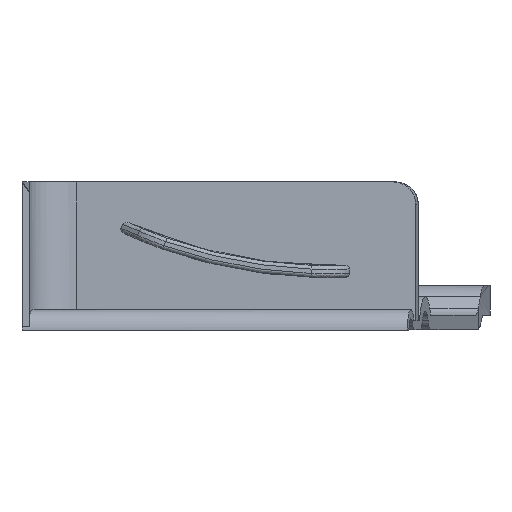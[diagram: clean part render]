
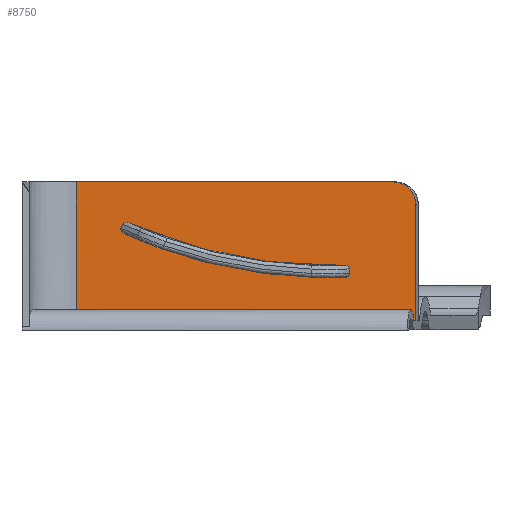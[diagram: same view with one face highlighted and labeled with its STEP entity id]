
A CAD part, left-side view. The second image highlights one B-rep face of the part: STEP entity #8750.
In plain terms, the highlighted planar face has unit normal (-1, 0, 0).
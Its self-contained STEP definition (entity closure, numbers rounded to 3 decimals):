
#43=FACE_BOUND('',#1360,.T.);
#157=PLANE('',#9282);
#290=CIRCLE('',#9268,67.618);
#298=CIRCLE('',#9280,66.018);
#638=ELLIPSE('',#9177,3.046,3.);
#668=ELLIPSE('',#9283,0.524,0.504);
#669=ELLIPSE('',#9284,0.705,0.499);
#670=ELLIPSE('',#9285,0.71,0.501);
#851=FACE_OUTER_BOUND('',#1359,.T.);
#1359=EDGE_LOOP('',(#6375,#6376,#6377,#6378,#6379));
#1360=EDGE_LOOP('',(#6380,#6381,#6382,#6383,#6384,#6385,#6386,#6387));
#1892=LINE('',#16162,#2421);
#1965=LINE('',#19455,#2494);
#1969=LINE('',#19512,#2498);
#1970=LINE('',#19513,#2499);
#1971=LINE('',#19517,#2500);
#1972=LINE('',#19564,#2501);
#2421=VECTOR('',#9983,10.);
#2494=VECTOR('',#10218,10.);
#2498=VECTOR('',#10260,10.);
#2499=VECTOR('',#10261,10.);
#2500=VECTOR('',#10264,10.);
#2501=VECTOR('',#10267,10.);
#3011=B_SPLINE_CURVE_WITH_KNOTS('',3,(#19518,#19519,#19520,#19521,#19522,
#19523,#19524,#19525,#19526,#19527,#19528,#19529,#19530,#19531,#19532,#19533,
#19534,#19535,#19536,#19537,#19538,#19539,#19540,#19541,#19542,#19543,#19544,
#19545,#19546,#19547,#19548,#19549,#19550,#19551,#19552,#19553,#19554,#19555,
#19556,#19557,#19558,#19559,#19560),.UNSPECIFIED.,.F.,.F.,(4,3,3,3,3,3,
3,3,3,3,3,3,3,3,4),(0.,0.008,0.016,0.019,
0.027,0.035,0.038,0.04,
0.048,0.056,0.058,0.066,
0.069,0.078,0.081),.UNSPECIFIED.);
#3545=VERTEX_POINT('',#16086);
#3546=VERTEX_POINT('',#16087);
#3567=VERTEX_POINT('',#16161);
#3724=VERTEX_POINT('',#19454);
#3729=VERTEX_POINT('',#19468);
#3730=VERTEX_POINT('',#19470);
#3737=VERTEX_POINT('',#19496);
#3738=VERTEX_POINT('',#19497);
#3740=VERTEX_POINT('',#19511);
#3741=VERTEX_POINT('',#19514);
#3742=VERTEX_POINT('',#19516);
#3743=VERTEX_POINT('',#19561);
#3744=VERTEX_POINT('',#19563);
#4518=EDGE_CURVE('',#3545,#3546,#638,.T.);
#4541=EDGE_CURVE('',#3546,#3567,#1892,.T.);
#4742=EDGE_CURVE('',#3724,#3567,#1965,.T.);
#4748=EDGE_CURVE('',#3730,#3729,#290,.T.);
#4759=EDGE_CURVE('',#3737,#3738,#298,.T.);
#4763=EDGE_CURVE('',#3545,#3740,#1969,.T.);
#4764=EDGE_CURVE('',#3740,#3724,#1970,.T.);
#4765=EDGE_CURVE('',#3741,#3738,#668,.F.);
#4766=EDGE_CURVE('',#3741,#3742,#1971,.T.);
#4767=EDGE_CURVE('',#3730,#3742,#3011,.F.);
#4768=EDGE_CURVE('',#3743,#3729,#669,.F.);
#4769=EDGE_CURVE('',#3743,#3744,#1972,.T.);
#4770=EDGE_CURVE('',#3737,#3744,#670,.F.);
#6375=ORIENTED_EDGE('',*,*,#4518,.F.);
#6376=ORIENTED_EDGE('',*,*,#4763,.T.);
#6377=ORIENTED_EDGE('',*,*,#4764,.T.);
#6378=ORIENTED_EDGE('',*,*,#4742,.T.);
#6379=ORIENTED_EDGE('',*,*,#4541,.F.);
#6380=ORIENTED_EDGE('',*,*,#4759,.T.);
#6381=ORIENTED_EDGE('',*,*,#4765,.F.);
#6382=ORIENTED_EDGE('',*,*,#4766,.T.);
#6383=ORIENTED_EDGE('',*,*,#4767,.F.);
#6384=ORIENTED_EDGE('',*,*,#4748,.T.);
#6385=ORIENTED_EDGE('',*,*,#4768,.F.);
#6386=ORIENTED_EDGE('',*,*,#4769,.T.);
#6387=ORIENTED_EDGE('',*,*,#4770,.F.);
#8750=ADVANCED_FACE('',(#851,#43),#157,.F.);
#9177=AXIS2_PLACEMENT_3D('',#16088,#9956,#9957);
#9268=AXIS2_PLACEMENT_3D('',#19471,#10228,#10229);
#9280=AXIS2_PLACEMENT_3D('',#19498,#10254,#10255);
#9282=AXIS2_PLACEMENT_3D('',#19510,#10258,#10259);
#9283=AXIS2_PLACEMENT_3D('',#19515,#10262,#10263);
#9284=AXIS2_PLACEMENT_3D('',#19562,#10265,#10266);
#9285=AXIS2_PLACEMENT_3D('',#19565,#10268,#10269);
#9956=DIRECTION('center_axis',(1.,0.,0.));
#9957=DIRECTION('ref_axis',(0.,-1.,0.));
#9983=DIRECTION('',(0.,0.,-1.));
#10218=DIRECTION('',(0.,-1.,0.));
#10228=DIRECTION('center_axis',(1.,0.,0.));
#10229=DIRECTION('ref_axis',(0.,0.419,-0.908));
#10254=DIRECTION('center_axis',(-1.,0.,0.));
#10255=DIRECTION('ref_axis',(0.,0.419,-0.908));
#10258=DIRECTION('center_axis',(1.,0.,0.));
#10259=DIRECTION('ref_axis',(0.,-1.,0.));
#10260=DIRECTION('',(0.,1.,0.));
#10261=DIRECTION('',(0.,0.,-1.));
#10262=DIRECTION('center_axis',(1.,0.,0.));
#10263=DIRECTION('ref_axis',(0.,0.992,-0.126));
#10264=DIRECTION('',(0.,-0.042,-0.999));
#10265=DIRECTION('center_axis',(1.,0.,0.));
#10266=DIRECTION('ref_axis',(0.,0.911,0.413));
#10267=DIRECTION('',(0.,-0.419,0.908));
#10268=DIRECTION('center_axis',(1.,0.,0.));
#10269=DIRECTION('ref_axis',(0.,0.911,0.413));
#16086=CARTESIAN_POINT('',(2.633,-258.434,15.85));
#16087=CARTESIAN_POINT('',(2.633,-261.481,12.85));
#16088=CARTESIAN_POINT('Origin',(2.633,-258.434,12.85));
#16161=CARTESIAN_POINT('',(2.633,-261.481,-2.9));
#16162=CARTESIAN_POINT('',(2.633,-261.481,17.215));
#19454=CARTESIAN_POINT('',(2.633,-215.659,-2.9));
#19455=CARTESIAN_POINT('',(2.633,-244.48,-2.9));
#19468=CARTESIAN_POINT('',(2.633,-222.106,8.847));
#19470=CARTESIAN_POINT('',(2.633,-252.101,2.968));
#19471=CARTESIAN_POINT('Origin',(2.633,-249.774,70.545));
#19496=CARTESIAN_POINT('',(2.633,-222.766,10.305));
#19497=CARTESIAN_POINT('',(2.633,-252.041,4.567));
#19498=CARTESIAN_POINT('Origin',(2.633,-249.774,70.545));
#19510=CARTESIAN_POINT('Origin',(2.633,-215.659,18.581));
#19511=CARTESIAN_POINT('',(2.633,-215.659,15.85));
#19512=CARTESIAN_POINT('',(2.633,-258.611,15.85));
#19513=CARTESIAN_POINT('',(2.633,-215.659,15.85));
#19514=CARTESIAN_POINT('',(2.633,-252.578,4.089));
#19515=CARTESIAN_POINT('Origin',(2.633,-252.055,4.063));
#19516=CARTESIAN_POINT('',(2.633,-252.603,3.489));
#19517=CARTESIAN_POINT('',(2.633,-252.59,3.787));
#19518=CARTESIAN_POINT('Ctrl Pts',(2.633,-252.603,3.489));
#19519=CARTESIAN_POINT('Ctrl Pts',(2.633,-252.604,3.463));
#19520=CARTESIAN_POINT('Ctrl Pts',(2.633,-252.603,3.438));
#19521=CARTESIAN_POINT('Ctrl Pts',(2.633,-252.6,3.413));
#19522=CARTESIAN_POINT('Ctrl Pts',(2.633,-252.597,3.386));
#19523=CARTESIAN_POINT('Ctrl Pts',(2.633,-252.591,3.36));
#19524=CARTESIAN_POINT('Ctrl Pts',(2.633,-252.584,3.335));
#19525=CARTESIAN_POINT('Ctrl Pts',(2.633,-252.581,3.325));
#19526=CARTESIAN_POINT('Ctrl Pts',(2.633,-252.578,3.314));
#19527=CARTESIAN_POINT('Ctrl Pts',(2.633,-252.574,3.304));
#19528=CARTESIAN_POINT('Ctrl Pts',(2.633,-252.565,3.28));
#19529=CARTESIAN_POINT('Ctrl Pts',(2.633,-252.554,3.256));
#19530=CARTESIAN_POINT('Ctrl Pts',(2.633,-252.541,3.233));
#19531=CARTESIAN_POINT('Ctrl Pts',(2.633,-252.528,3.209));
#19532=CARTESIAN_POINT('Ctrl Pts',(2.633,-252.514,3.187));
#19533=CARTESIAN_POINT('Ctrl Pts',(2.633,-252.498,3.166));
#19534=CARTESIAN_POINT('Ctrl Pts',(2.633,-252.491,3.158));
#19535=CARTESIAN_POINT('Ctrl Pts',(2.633,-252.484,3.149));
#19536=CARTESIAN_POINT('Ctrl Pts',(2.633,-252.476,3.141));
#19537=CARTESIAN_POINT('Ctrl Pts',(2.633,-252.473,3.137));
#19538=CARTESIAN_POINT('Ctrl Pts',(2.633,-252.469,3.132));
#19539=CARTESIAN_POINT('Ctrl Pts',(2.633,-252.465,3.128));
#19540=CARTESIAN_POINT('Ctrl Pts',(2.633,-252.447,3.11));
#19541=CARTESIAN_POINT('Ctrl Pts',(2.633,-252.427,3.093));
#19542=CARTESIAN_POINT('Ctrl Pts',(2.633,-252.407,3.077));
#19543=CARTESIAN_POINT('Ctrl Pts',(2.633,-252.386,3.061));
#19544=CARTESIAN_POINT('Ctrl Pts',(2.633,-252.363,3.046));
#19545=CARTESIAN_POINT('Ctrl Pts',(2.633,-252.339,3.033));
#19546=CARTESIAN_POINT('Ctrl Pts',(2.633,-252.332,3.03));
#19547=CARTESIAN_POINT('Ctrl Pts',(2.633,-252.326,3.026));
#19548=CARTESIAN_POINT('Ctrl Pts',(2.633,-252.319,3.023));
#19549=CARTESIAN_POINT('Ctrl Pts',(2.633,-252.294,3.011));
#19550=CARTESIAN_POINT('Ctrl Pts',(2.633,-252.268,3.));
#19551=CARTESIAN_POINT('Ctrl Pts',(2.633,-252.242,2.992));
#19552=CARTESIAN_POINT('Ctrl Pts',(2.633,-252.233,2.989));
#19553=CARTESIAN_POINT('Ctrl Pts',(2.633,-252.223,2.986));
#19554=CARTESIAN_POINT('Ctrl Pts',(2.633,-252.213,2.984));
#19555=CARTESIAN_POINT('Ctrl Pts',(2.633,-252.186,2.977));
#19556=CARTESIAN_POINT('Ctrl Pts',(2.633,-252.159,2.972));
#19557=CARTESIAN_POINT('Ctrl Pts',(2.633,-252.132,2.97));
#19558=CARTESIAN_POINT('Ctrl Pts',(2.633,-252.121,2.969));
#19559=CARTESIAN_POINT('Ctrl Pts',(2.633,-252.111,2.968));
#19560=CARTESIAN_POINT('Ctrl Pts',(2.633,-252.101,2.968));
#19561=CARTESIAN_POINT('',(2.633,-221.667,9.597));
#19562=CARTESIAN_POINT('Origin',(2.633,-222.308,9.304));
#19563=CARTESIAN_POINT('',(2.633,-221.919,10.142));
#19564=CARTESIAN_POINT('',(2.633,-223.107,12.719));
#19565=CARTESIAN_POINT('Origin',(2.633,-222.564,9.847));
